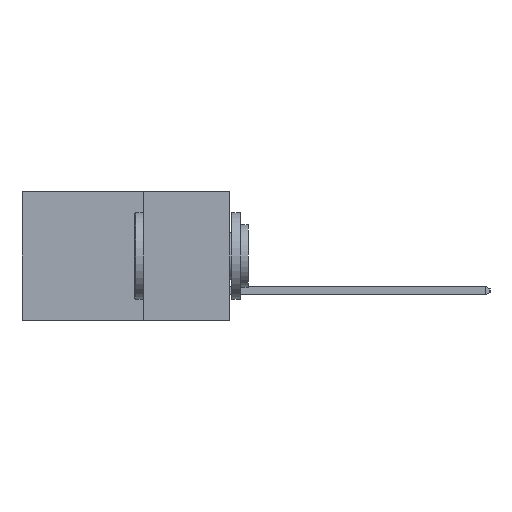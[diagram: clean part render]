
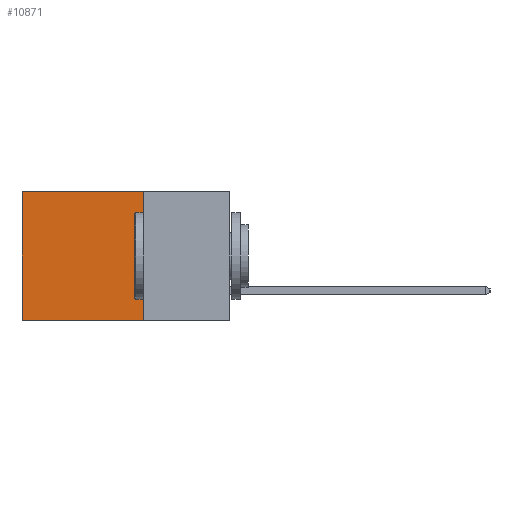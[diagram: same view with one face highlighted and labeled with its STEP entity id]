
A CAD part, left-side view. The second image highlights one B-rep face of the part: STEP entity #10871.
In plain terms, the highlighted planar face has unit normal (-1, 0, 0).
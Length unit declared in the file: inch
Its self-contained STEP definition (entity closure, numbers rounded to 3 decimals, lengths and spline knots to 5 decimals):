
#43 = CARTESIAN_POINT ( 'NONE',  ( 0.298, 0.25, -0.37 ) ) ;
#734 = VECTOR ( 'NONE', #22044, 39.37008 ) ;
#993 = CARTESIAN_POINT ( 'NONE',  ( 0.298, 0.25, 0. ) ) ;
#1258 = CARTESIAN_POINT ( 'NONE',  ( 0.298, 0.6, 0. ) ) ;
#2408 = CARTESIAN_POINT ( 'NONE',  ( 0.298, 0.6, 0. ) ) ;
#3072 = VERTEX_POINT ( 'NONE', #13207 ) ;
#3757 = DIRECTION ( 'NONE',  ( 0., 0., -1. ) ) ;
#4518 = ORIENTED_EDGE ( 'NONE', *, *, #19866, .F. ) ;
#5455 = VERTEX_POINT ( 'NONE', #2408 ) ;
#6276 = EDGE_CURVE ( 'NONE', #8166, #5455, #20087, .T. ) ;
#6969 = ORIENTED_EDGE ( 'NONE', *, *, #6276, .T. ) ;
#6979 = VECTOR ( 'NONE', #21545, 39.37008 ) ;
#7892 = EDGE_CURVE ( 'NONE', #8166, #19597, #28868, .T. ) ;
#8166 = VERTEX_POINT ( 'NONE', #993 ) ;
#10419 = CARTESIAN_POINT ( 'NONE',  ( 0.298, 0.25, 0. ) ) ;
#10871 = ADVANCED_FACE ( 'NONE', ( #16518 ), #25203, .F. ) ;
#12182 = CARTESIAN_POINT ( 'NONE',  ( 0.298, 0.25, 0. ) ) ;
#12891 = DIRECTION ( 'NONE',  ( 0., 0., -1. ) ) ;
#12950 = LINE ( 'NONE', #43, #734 ) ;
#13207 = CARTESIAN_POINT ( 'NONE',  ( 0.298, 0.6, -0.37 ) ) ;
#15664 = ORIENTED_EDGE ( 'NONE', *, *, #19496, .T. ) ;
#15891 = AXIS2_PLACEMENT_3D ( 'NONE', #10419, #27701, #12891 ) ;
#16518 = FACE_OUTER_BOUND ( 'NONE', #29304, .T. ) ;
#17259 = VECTOR ( 'NONE', #29504, 39.37008 ) ;
#19496 = EDGE_CURVE ( 'NONE', #5455, #3072, #24570, .T. ) ;
#19597 = VERTEX_POINT ( 'NONE', #26166 ) ;
#19676 = ORIENTED_EDGE ( 'NONE', *, *, #7892, .F. ) ;
#19866 = EDGE_CURVE ( 'NONE', #19597, #3072, #12950, .T. ) ;
#20087 = LINE ( 'NONE', #21238, #6979 ) ;
#21238 = CARTESIAN_POINT ( 'NONE',  ( 0.298, 0.25, 0. ) ) ;
#21545 = DIRECTION ( 'NONE',  ( 0., 1., 0. ) ) ;
#22044 = DIRECTION ( 'NONE',  ( 0., 1., 0. ) ) ;
#23799 = VECTOR ( 'NONE', #3757, 39.37008 ) ;
#24570 = LINE ( 'NONE', #1258, #23799 ) ;
#25203 = PLANE ( 'NONE',  #15891 ) ;
#26166 = CARTESIAN_POINT ( 'NONE',  ( 0.298, 0.25, -0.37 ) ) ;
#27701 = DIRECTION ( 'NONE',  ( 1., 0., 0. ) ) ;
#28868 = LINE ( 'NONE', #12182, #17259 ) ;
#29304 = EDGE_LOOP ( 'NONE', ( #15664, #4518, #19676, #6969 ) ) ;
#29504 = DIRECTION ( 'NONE',  ( 0., 0., -1. ) ) ;
